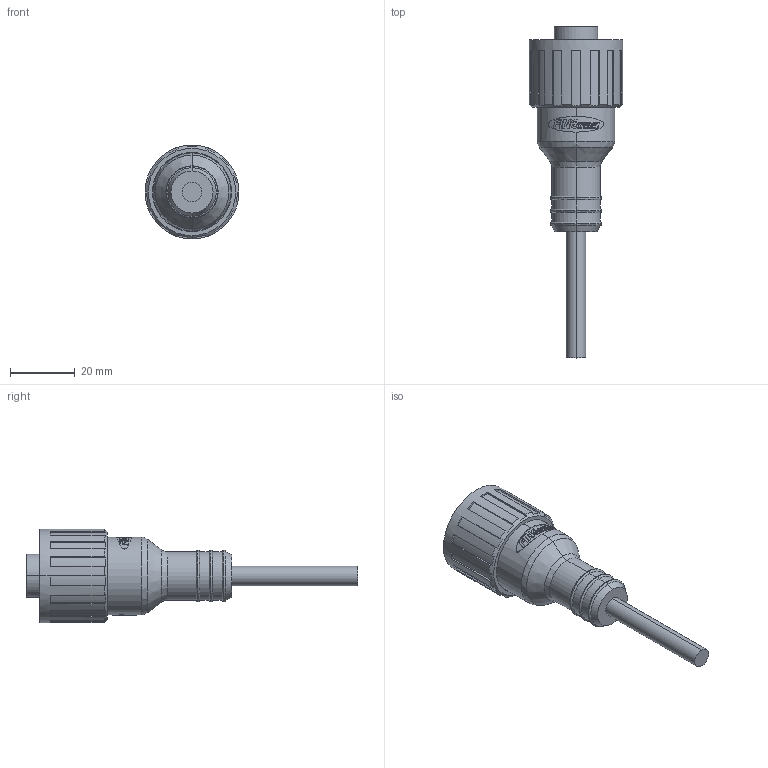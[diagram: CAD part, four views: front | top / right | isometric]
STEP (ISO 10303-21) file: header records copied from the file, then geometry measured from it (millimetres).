
FILE_DESCRIPTION (( 'STEP AP203' ), '1' );
FILE_NAME ('P425.STEP', '2020-04-16T01:03:51', ( 'edpusr' ), ( 'Microsoft' ), 'SwSTEP 2.0', 'SolidWorks 2015', '' );
FILE_SCHEMA (( 'CONFIG_CONTROL_DESIGN' ));
Length unit declared in the file: millimetre
Products named in the file (1): P425
Bounding box: 29 x 102.7 x 29 mm (x, y, z)
Volume: 22950.9 mm3; surface area: 12512.8 mm2
Topology: 5 solids, 5 shells, 451 faces, 1176 edges, 772 vertices
Faces by surface type: plane 198, cylinder 182, bspline 53, cone 18
Entity records: 19062 total; most frequent: CARTESIAN_POINT 8630, ORIENTED_EDGE 2352, DIRECTION 1897, EDGE_CURVE 1176, VERTEX_POINT 772, AXIS2_PLACEMENT_3D 686, LINE 525, VECTOR 525
